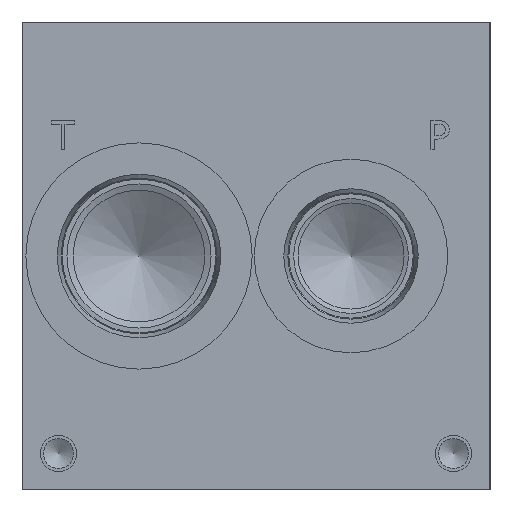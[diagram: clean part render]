
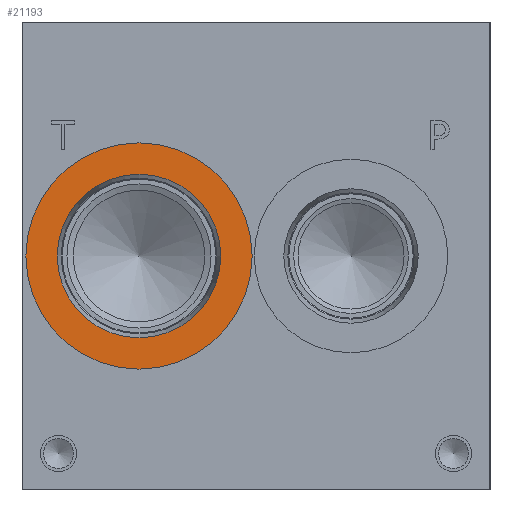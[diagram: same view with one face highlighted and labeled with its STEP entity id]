
A CAD part, left-side view. The second image highlights one B-rep face of the part: STEP entity #21193.
In plain terms, the highlighted planar face has unit normal (-1, 0, 0).
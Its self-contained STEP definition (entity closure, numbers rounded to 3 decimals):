
#962=CIRCLE('',#22714,24.562);
#963=CIRCLE('',#22715,24.562);
#964=CIRCLE('',#22717,17.755);
#965=CIRCLE('',#22718,17.755);
#1140=FACE_BOUND('',#4246,.T.);
#2987=FACE_OUTER_BOUND('',#4245,.T.);
#4245=EDGE_LOOP('',(#18633,#18634));
#4246=EDGE_LOOP('',(#18635,#18636));
#9981=VERTEX_POINT('',#36719);
#9982=VERTEX_POINT('',#36721);
#9983=VERTEX_POINT('',#36725);
#9984=VERTEX_POINT('',#36726);
#12916=EDGE_CURVE('',#9981,#9982,#962,.T.);
#12917=EDGE_CURVE('',#9982,#9981,#963,.T.);
#12918=EDGE_CURVE('',#9983,#9984,#964,.T.);
#12919=EDGE_CURVE('',#9984,#9983,#965,.T.);
#18633=ORIENTED_EDGE('',*,*,#12917,.F.);
#18634=ORIENTED_EDGE('',*,*,#12916,.F.);
#18635=ORIENTED_EDGE('',*,*,#12918,.T.);
#18636=ORIENTED_EDGE('',*,*,#12919,.T.);
#19402=PLANE('',#22716);
#21193=ADVANCED_FACE('',(#2987,#1140),#19402,.F.);
#22714=AXIS2_PLACEMENT_3D('',#36722,#27537,#27538);
#22715=AXIS2_PLACEMENT_3D('',#36723,#27539,#27540);
#22716=AXIS2_PLACEMENT_3D('',#36724,#27541,#27542);
#22717=AXIS2_PLACEMENT_3D('',#36727,#27543,#27544);
#22718=AXIS2_PLACEMENT_3D('',#36728,#27545,#27546);
#27537=DIRECTION('center_axis',(1.,0.,0.));
#27538=DIRECTION('ref_axis',(0.,0.,-1.));
#27539=DIRECTION('center_axis',(1.,0.,0.));
#27540=DIRECTION('ref_axis',(0.,0.,-1.));
#27541=DIRECTION('center_axis',(1.,0.,0.));
#27542=DIRECTION('ref_axis',(0.,0.,-1.));
#27543=DIRECTION('center_axis',(1.,0.,0.));
#27544=DIRECTION('ref_axis',(0.,0.,-1.));
#27545=DIRECTION('center_axis',(1.,0.,0.));
#27546=DIRECTION('ref_axis',(0.,0.,-1.));
#36719=CARTESIAN_POINT('',(0.787,76.2,26.238));
#36721=CARTESIAN_POINT('',(0.787,76.2,75.362));
#36722=CARTESIAN_POINT('Origin',(0.787,76.2,50.8));
#36723=CARTESIAN_POINT('Origin',(0.787,76.2,50.8));
#36724=CARTESIAN_POINT('Origin',(0.787,76.2,68.555));
#36725=CARTESIAN_POINT('',(0.787,76.2,68.555));
#36726=CARTESIAN_POINT('',(0.787,76.2,33.045));
#36727=CARTESIAN_POINT('Origin',(0.787,76.2,50.8));
#36728=CARTESIAN_POINT('Origin',(0.787,76.2,50.8));
